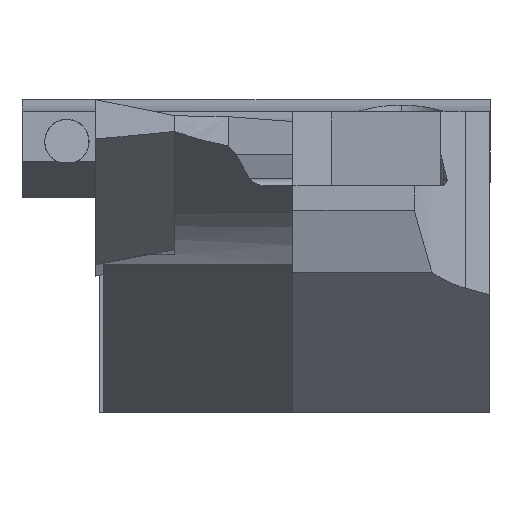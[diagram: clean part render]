
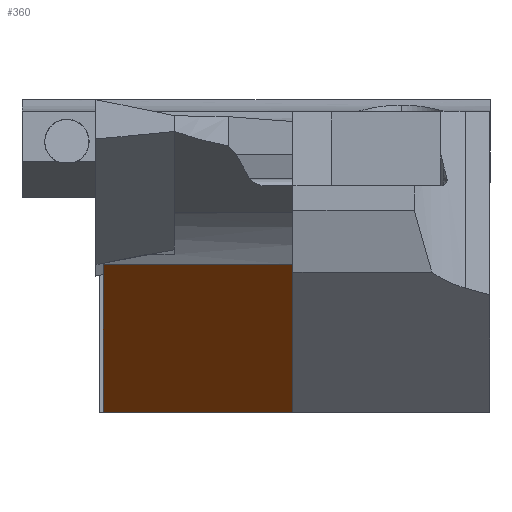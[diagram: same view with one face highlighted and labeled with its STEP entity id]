
A CAD part, left-side view. The second image highlights one B-rep face of the part: STEP entity #360.
In plain terms, the highlighted planar face has unit normal (-0.616, 0, -0.788).
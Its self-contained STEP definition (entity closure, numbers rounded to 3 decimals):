
#86 = LINE ( 'NONE', #980, #3985 ) ;
#228 = EDGE_LOOP ( 'NONE', ( #1841, #1146, #1480, #1272 ) ) ;
#360 = ADVANCED_FACE ( 'NONE', ( #2156 ), #2048, .F. ) ;
#422 = VECTOR ( 'NONE', #745, 1000. ) ;
#532 = DIRECTION ( 'NONE',  ( 0., 1., 0. ) ) ;
#544 = VERTEX_POINT ( 'NONE', #2592 ) ;
#745 = DIRECTION ( 'NONE',  ( -0.788, 0., 0.616 ) ) ;
#798 = EDGE_CURVE ( 'NONE', #544, #3808, #86, .T. ) ;
#980 = CARTESIAN_POINT ( 'NONE',  ( -93.444, -177.188, -0.352 ) ) ;
#1146 = ORIENTED_EDGE ( 'NONE', *, *, #3284, .T. ) ;
#1211 = AXIS2_PLACEMENT_3D ( 'NONE', #3904, #3601, #1460 ) ;
#1242 = EDGE_CURVE ( 'NONE', #3162, #544, #2770, .T. ) ;
#1272 = ORIENTED_EDGE ( 'NONE', *, *, #1242, .T. ) ;
#1460 = DIRECTION ( 'NONE',  ( 0.788, 0., -0.616 ) ) ;
#1480 = ORIENTED_EDGE ( 'NONE', *, *, #2302, .F. ) ;
#1763 = VECTOR ( 'NONE', #532, 1000. ) ;
#1841 = ORIENTED_EDGE ( 'NONE', *, *, #798, .T. ) ;
#1872 = CARTESIAN_POINT ( 'NONE',  ( -85.767, -1.5, -6.35 ) ) ;
#2047 = CARTESIAN_POINT ( 'NONE',  ( -85.767, 6.2, -6.35 ) ) ;
#2048 = PLANE ( 'NONE',  #1211 ) ;
#2156 = FACE_OUTER_BOUND ( 'NONE', #228, .T. ) ;
#2185 = LINE ( 'NONE', #2377, #1763 ) ;
#2201 = CARTESIAN_POINT ( 'NONE',  ( -93.444, 6.2, -0.352 ) ) ;
#2302 = EDGE_CURVE ( 'NONE', #3162, #2841, #2185, .T. ) ;
#2377 = CARTESIAN_POINT ( 'NONE',  ( -85.767, -177.188, -6.35 ) ) ;
#2491 = DIRECTION ( 'NONE',  ( 0., 1., 0. ) ) ;
#2592 = CARTESIAN_POINT ( 'NONE',  ( -93.444, -1.5, -0.352 ) ) ;
#2770 = LINE ( 'NONE', #3202, #422 ) ;
#2801 = LINE ( 'NONE', #2201, #2900 ) ;
#2841 = VERTEX_POINT ( 'NONE', #2047 ) ;
#2900 = VECTOR ( 'NONE', #3138, 1000. ) ;
#3138 = DIRECTION ( 'NONE',  ( 0.788, 0., -0.616 ) ) ;
#3162 = VERTEX_POINT ( 'NONE', #1872 ) ;
#3202 = CARTESIAN_POINT ( 'NONE',  ( -93.444, -1.5, -0.352 ) ) ;
#3284 = EDGE_CURVE ( 'NONE', #3808, #2841, #2801, .T. ) ;
#3368 = CARTESIAN_POINT ( 'NONE',  ( -93.444, 6.2, -0.352 ) ) ;
#3601 = DIRECTION ( 'NONE',  ( 0.616, 0., 0.788 ) ) ;
#3808 = VERTEX_POINT ( 'NONE', #3368 ) ;
#3904 = CARTESIAN_POINT ( 'NONE',  ( -93.444, -177.188, -0.352 ) ) ;
#3985 = VECTOR ( 'NONE', #2491, 1000. ) ;
